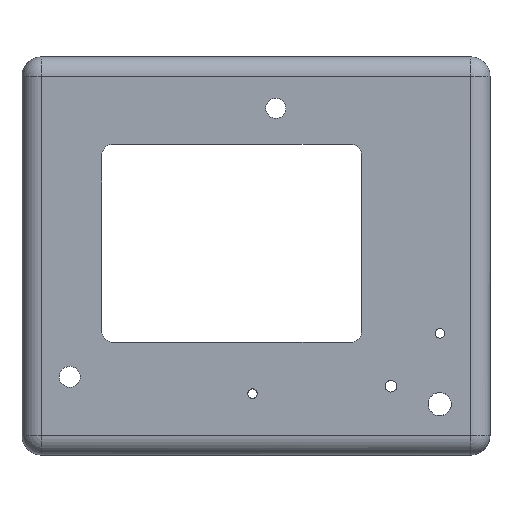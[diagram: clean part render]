
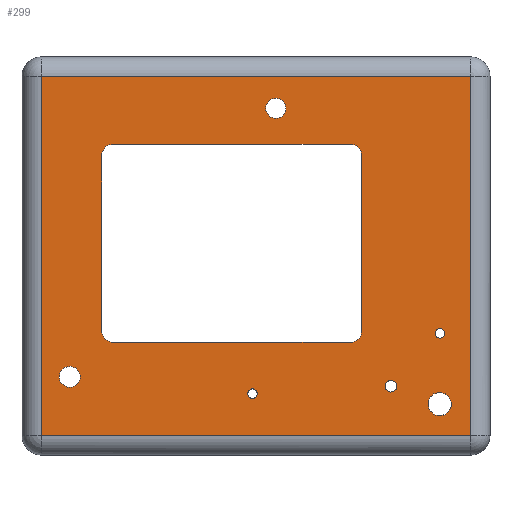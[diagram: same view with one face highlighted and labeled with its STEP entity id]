
A CAD part, top view. The second image highlights one B-rep face of the part: STEP entity #299.
In plain terms, the highlighted planar face has unit normal (0, 0, 1).
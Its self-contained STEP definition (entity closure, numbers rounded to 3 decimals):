
#126=CIRCLE('',#2419,3.);
#127=CIRCLE('',#2420,1.22);
#128=CIRCLE('',#2421,1.5);
#129=CIRCLE('',#2422,1.22);
#130=CIRCLE('',#2423,2.7);
#131=CIRCLE('',#2424,2.6);
#132=CIRCLE('',#2425,3.);
#133=CIRCLE('',#2426,3.);
#134=CIRCLE('',#2427,3.);
#135=CIRCLE('',#2428,3.);
#299=ADVANCED_FACE('',(#501,#502,#503,#504,#505,#506,#507,#508),#423,.F.);
#423=PLANE('',#2429);
#501=FACE_BOUND('',#635,.T.);
#502=FACE_BOUND('',#636,.T.);
#503=FACE_BOUND('',#637,.T.);
#504=FACE_BOUND('',#638,.T.);
#505=FACE_BOUND('',#639,.T.);
#506=FACE_BOUND('',#640,.T.);
#507=FACE_BOUND('',#641,.T.);
#508=FACE_BOUND('',#642,.T.);
#635=EDGE_LOOP('',(#998));
#636=EDGE_LOOP('',(#999,#1000,#1001,#1002));
#637=EDGE_LOOP('',(#1003));
#638=EDGE_LOOP('',(#1004));
#639=EDGE_LOOP('',(#1005));
#640=EDGE_LOOP('',(#1006));
#641=EDGE_LOOP('',(#1007));
#642=EDGE_LOOP('',(#1008,#1009,#1010,#1011,#1012,#1013,#1014,#1015));
#998=ORIENTED_EDGE('',*,*,#1817,.F.);
#999=ORIENTED_EDGE('',*,*,#1818,.T.);
#1000=ORIENTED_EDGE('',*,*,#1819,.T.);
#1001=ORIENTED_EDGE('',*,*,#1820,.T.);
#1002=ORIENTED_EDGE('',*,*,#1821,.T.);
#1003=ORIENTED_EDGE('',*,*,#1822,.F.);
#1004=ORIENTED_EDGE('',*,*,#1823,.F.);
#1005=ORIENTED_EDGE('',*,*,#1824,.T.);
#1006=ORIENTED_EDGE('',*,*,#1825,.F.);
#1007=ORIENTED_EDGE('',*,*,#1826,.F.);
#1008=ORIENTED_EDGE('',*,*,#1808,.T.);
#1009=ORIENTED_EDGE('',*,*,#1827,.T.);
#1010=ORIENTED_EDGE('',*,*,#1805,.T.);
#1011=ORIENTED_EDGE('',*,*,#1828,.T.);
#1012=ORIENTED_EDGE('',*,*,#1815,.T.);
#1013=ORIENTED_EDGE('',*,*,#1829,.T.);
#1014=ORIENTED_EDGE('',*,*,#1811,.T.);
#1015=ORIENTED_EDGE('',*,*,#1830,.T.);
#1566=VERTEX_POINT('',#3610);
#1567=VERTEX_POINT('',#3611);
#1568=VERTEX_POINT('',#3616);
#1569=VERTEX_POINT('',#3617);
#1570=VERTEX_POINT('',#3622);
#1571=VERTEX_POINT('',#3623);
#1572=VERTEX_POINT('',#3628);
#1573=VERTEX_POINT('',#3630);
#1574=VERTEX_POINT('',#3634);
#1575=VERTEX_POINT('',#3636);
#1576=VERTEX_POINT('',#3637);
#1577=VERTEX_POINT('',#3639);
#1578=VERTEX_POINT('',#3641);
#1579=VERTEX_POINT('',#3644);
#1580=VERTEX_POINT('',#3646);
#1581=VERTEX_POINT('',#3648);
#1582=VERTEX_POINT('',#3650);
#1583=VERTEX_POINT('',#3652);
#1805=EDGE_CURVE('',#1566,#1567,#2090,.T.);
#1808=EDGE_CURVE('',#1568,#1569,#2093,.T.);
#1811=EDGE_CURVE('',#1570,#1571,#2096,.T.);
#1815=EDGE_CURVE('',#1573,#1572,#2100,.T.);
#1817=EDGE_CURVE('',#1574,#1574,#126,.T.);
#1818=EDGE_CURVE('',#1575,#1576,#2102,.T.);
#1819=EDGE_CURVE('',#1576,#1577,#2103,.T.);
#1820=EDGE_CURVE('',#1577,#1578,#2104,.T.);
#1821=EDGE_CURVE('',#1578,#1575,#2105,.T.);
#1822=EDGE_CURVE('',#1579,#1579,#127,.T.);
#1823=EDGE_CURVE('',#1580,#1580,#128,.T.);
#1824=EDGE_CURVE('',#1581,#1581,#129,.T.);
#1825=EDGE_CURVE('',#1582,#1582,#130,.T.);
#1826=EDGE_CURVE('',#1583,#1583,#131,.T.);
#1827=EDGE_CURVE('',#1569,#1566,#132,.T.);
#1828=EDGE_CURVE('',#1567,#1573,#133,.T.);
#1829=EDGE_CURVE('',#1572,#1570,#134,.T.);
#1830=EDGE_CURVE('',#1571,#1568,#135,.T.);
#2090=LINE('',#3609,#2305);
#2093=LINE('',#3615,#2308);
#2096=LINE('',#3621,#2311);
#2100=LINE('',#3629,#2315);
#2102=LINE('',#3635,#2317);
#2103=LINE('',#3638,#2318);
#2104=LINE('',#3640,#2319);
#2105=LINE('',#3642,#2320);
#2305=VECTOR('',#2834,1.);
#2308=VECTOR('',#2839,1.);
#2311=VECTOR('',#2844,1.);
#2315=VECTOR('',#2850,1.);
#2317=VECTOR('',#2856,1.);
#2318=VECTOR('',#2857,1.);
#2319=VECTOR('',#2858,1.);
#2320=VECTOR('',#2859,1.);
#2419=AXIS2_PLACEMENT_3D('',#3633,#2854,#2855);
#2420=AXIS2_PLACEMENT_3D('',#3643,#2860,#2861);
#2421=AXIS2_PLACEMENT_3D('',#3645,#2862,#2863);
#2422=AXIS2_PLACEMENT_3D('',#3647,#2864,#2865);
#2423=AXIS2_PLACEMENT_3D('',#3649,#2866,#2867);
#2424=AXIS2_PLACEMENT_3D('',#3651,#2868,#2869);
#2425=AXIS2_PLACEMENT_3D('',#3653,#2870,#2871);
#2426=AXIS2_PLACEMENT_3D('',#3654,#2872,#2873);
#2427=AXIS2_PLACEMENT_3D('',#3655,#2874,#2875);
#2428=AXIS2_PLACEMENT_3D('',#3656,#2876,#2877);
#2429=AXIS2_PLACEMENT_3D('',#3657,#2878,#2879);
#2834=DIRECTION('',(0.,1.,0.));
#2839=DIRECTION('',(-1.,0.,0.));
#2844=DIRECTION('',(0.,-1.,0.));
#2850=DIRECTION('',(1.,0.,0.));
#2854=DIRECTION('',(0.,0.,1.));
#2855=DIRECTION('',(-1.,0.,0.));
#2856=DIRECTION('',(-1.,0.,0.));
#2857=DIRECTION('',(0.,-1.,0.));
#2858=DIRECTION('',(1.,0.,0.));
#2859=DIRECTION('',(0.,1.,0.));
#2860=DIRECTION('',(0.,0.,1.));
#2861=DIRECTION('',(-1.,0.,0.));
#2862=DIRECTION('',(0.,0.,1.));
#2863=DIRECTION('',(-1.,0.,0.));
#2864=DIRECTION('',(0.,0.,-1.));
#2865=DIRECTION('',(-1.,0.,0.));
#2866=DIRECTION('',(0.,0.,1.));
#2867=DIRECTION('',(-1.,0.,0.));
#2868=DIRECTION('',(0.,0.,1.));
#2869=DIRECTION('',(-1.,0.,0.));
#2870=DIRECTION('',(0.,0.,-1.));
#2871=DIRECTION('',(-1.,0.,0.));
#2872=DIRECTION('',(0.,0.,-1.));
#2873=DIRECTION('',(-1.,0.,0.));
#2874=DIRECTION('',(0.,0.,-1.));
#2875=DIRECTION('',(-1.,0.,0.));
#2876=DIRECTION('',(0.,0.,-1.));
#2877=DIRECTION('',(-1.,0.,0.));
#2878=DIRECTION('',(0.,0.,-1.));
#2879=DIRECTION('',(-1.,0.,0.));
#3609=CARTESIAN_POINT('',(11.,19.5,22.5));
#3610=CARTESIAN_POINT('',(11.,22.5,22.5));
#3611=CARTESIAN_POINT('',(11.,67.5,22.5));
#3615=CARTESIAN_POINT('',(78.,19.5,22.5));
#3616=CARTESIAN_POINT('',(75.,19.5,22.5));
#3617=CARTESIAN_POINT('',(14.,19.5,22.5));
#3621=CARTESIAN_POINT('',(78.,70.5,22.5));
#3622=CARTESIAN_POINT('',(78.,67.5,22.5));
#3623=CARTESIAN_POINT('',(78.,22.5,22.5));
#3628=CARTESIAN_POINT('',(75.,70.5,22.5));
#3629=CARTESIAN_POINT('',(11.,70.5,22.5));
#3630=CARTESIAN_POINT('',(14.,70.5,22.5));
#3633=CARTESIAN_POINT('',(98.046,3.6,22.5));
#3634=CARTESIAN_POINT('',(95.046,3.6,22.5));
#3635=CARTESIAN_POINT('',(0.,88.,22.5));
#3636=CARTESIAN_POINT('',(106.,88.,22.5));
#3637=CARTESIAN_POINT('',(-4.5,88.,22.5));
#3638=CARTESIAN_POINT('',(-4.5,0.,22.5));
#3639=CARTESIAN_POINT('',(-4.5,-4.5,22.5));
#3640=CARTESIAN_POINT('',(0.,-4.5,22.5));
#3641=CARTESIAN_POINT('',(106.,-4.5,22.5));
#3642=CARTESIAN_POINT('',(106.,0.,22.5));
#3643=CARTESIAN_POINT('',(98.1,21.8,22.5));
#3644=CARTESIAN_POINT('',(96.88,21.8,22.5));
#3645=CARTESIAN_POINT('',(85.5,8.2,22.5));
#3646=CARTESIAN_POINT('',(84.,8.2,22.5));
#3647=CARTESIAN_POINT('',(49.85,6.28,22.5));
#3648=CARTESIAN_POINT('',(48.63,6.28,22.5));
#3649=CARTESIAN_POINT('',(2.8,10.6,22.5));
#3650=CARTESIAN_POINT('',(0.1,10.6,22.5));
#3651=CARTESIAN_POINT('',(55.85,79.75,22.5));
#3652=CARTESIAN_POINT('',(53.25,79.75,22.5));
#3653=CARTESIAN_POINT('',(14.,22.5,22.5));
#3654=CARTESIAN_POINT('',(14.,67.5,22.5));
#3655=CARTESIAN_POINT('',(75.,67.5,22.5));
#3656=CARTESIAN_POINT('',(75.,22.5,22.5));
#3657=CARTESIAN_POINT('',(0.,0.,22.5));
